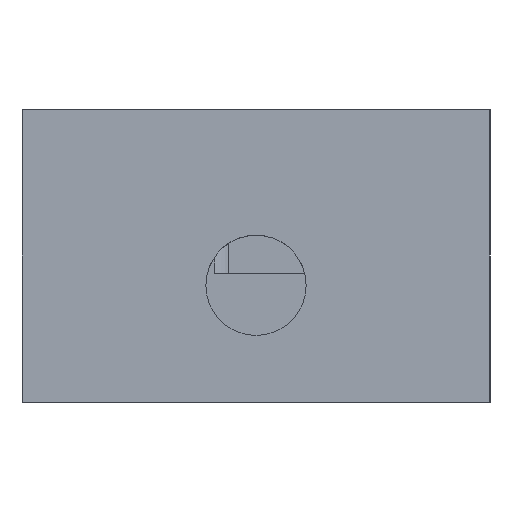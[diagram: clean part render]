
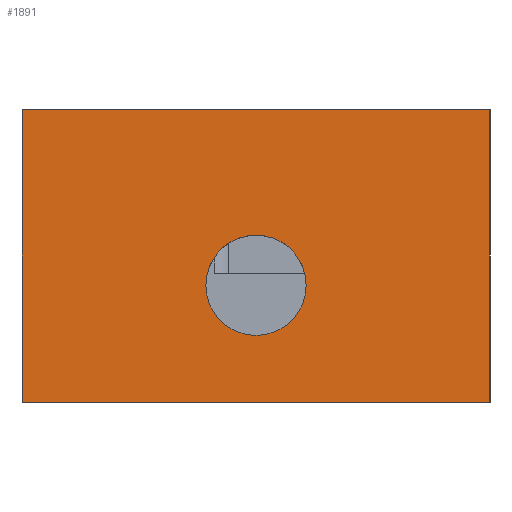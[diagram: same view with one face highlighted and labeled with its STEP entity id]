
A CAD part, left-side view. The second image highlights one B-rep face of the part: STEP entity #1891.
In plain terms, the highlighted planar face has unit normal (-1, 0, 0).
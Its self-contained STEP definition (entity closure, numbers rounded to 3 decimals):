
#311=CARTESIAN_POINT('',(-52.5,-4.285,-2.5));
#312=VERTEX_POINT('',#311);
#328=CARTESIAN_POINT('',(-52.5,4.285,-2.5));
#329=VERTEX_POINT('',#328);
#336=CARTESIAN_POINT('',(-52.5,0.0,-2.5));
#337=DIRECTION('',(1.0,0.0,0.0));
#338=DIRECTION('',(0.0,-1.0,0.0));
#339=AXIS2_PLACEMENT_3D('',#336,#337,#338);
#340=CIRCLE('',#339,4.285);
#341=EDGE_CURVE('',#312,#329,#340,.T.);
#565=CARTESIAN_POINT('',(-52.5,0.0,-2.5));
#566=DIRECTION('',(1.0,0.0,0.0));
#567=DIRECTION('',(0.0,-1.0,0.0));
#568=AXIS2_PLACEMENT_3D('',#565,#566,#567);
#569=CIRCLE('',#568,4.285);
#570=EDGE_CURVE('',#329,#312,#569,.T.);
#1765=CARTESIAN_POINT('',(-52.5,20.0,12.5));
#1766=VERTEX_POINT('',#1765);
#1783=CARTESIAN_POINT('',(-52.5,20.0,-12.5));
#1784=VERTEX_POINT('',#1783);
#1791=CARTESIAN_POINT('',(-52.5,20.0,-12.5));
#1792=DIRECTION('',(0.0,0.0,1.0));
#1793=VECTOR('',#1792,25.0);
#1794=LINE('',#1791,#1793);
#1795=EDGE_CURVE('',#1784,#1766,#1794,.T.);
#1840=CARTESIAN_POINT('',(-52.5,-20.0,12.5));
#1841=VERTEX_POINT('',#1840);
#1848=CARTESIAN_POINT('',(-52.5,-20.0,-12.5));
#1849=VERTEX_POINT('',#1848);
#1850=CARTESIAN_POINT('',(-52.5,-20.0,-12.5));
#1851=DIRECTION('',(0.0,0.0,1.0));
#1852=VECTOR('',#1851,25.0);
#1853=LINE('',#1850,#1852);
#1854=EDGE_CURVE('',#1849,#1841,#1853,.T.);
#1866=CARTESIAN_POINT('',(-52.5,-20.0,-12.5));
#1867=DIRECTION('',(-1.0,0.0,0.0));
#1868=DIRECTION('',(0.0,0.0,1.0));
#1869=AXIS2_PLACEMENT_3D('',#1866,#1867,#1868);
#1870=PLANE('',#1869);
#1871=CARTESIAN_POINT('',(-52.5,-20.0,12.5));
#1872=DIRECTION('',(0.0,1.0,0.0));
#1873=VECTOR('',#1872,40.0);
#1874=LINE('',#1871,#1873);
#1875=EDGE_CURVE('',#1841,#1766,#1874,.T.);
#1876=ORIENTED_EDGE('',*,*,#1875,.T.);
#1877=ORIENTED_EDGE('',*,*,#1795,.F.);
#1878=CARTESIAN_POINT('',(-52.5,20.0,-12.5));
#1879=DIRECTION('',(0.0,-1.0,0.0));
#1880=VECTOR('',#1879,40.0);
#1881=LINE('',#1878,#1880);
#1882=EDGE_CURVE('',#1784,#1849,#1881,.T.);
#1883=ORIENTED_EDGE('',*,*,#1882,.T.);
#1884=ORIENTED_EDGE('',*,*,#1854,.T.);
#1885=EDGE_LOOP('',(#1876,#1877,#1883,#1884));
#1886=FACE_OUTER_BOUND('',#1885,.T.);
#1887=ORIENTED_EDGE('',*,*,#341,.T.);
#1888=ORIENTED_EDGE('',*,*,#570,.T.);
#1889=EDGE_LOOP('',(#1887,#1888));
#1890=FACE_BOUND('',#1889,.T.);
#1891=ADVANCED_FACE('',(#1886,#1890),#1870,.T.);
